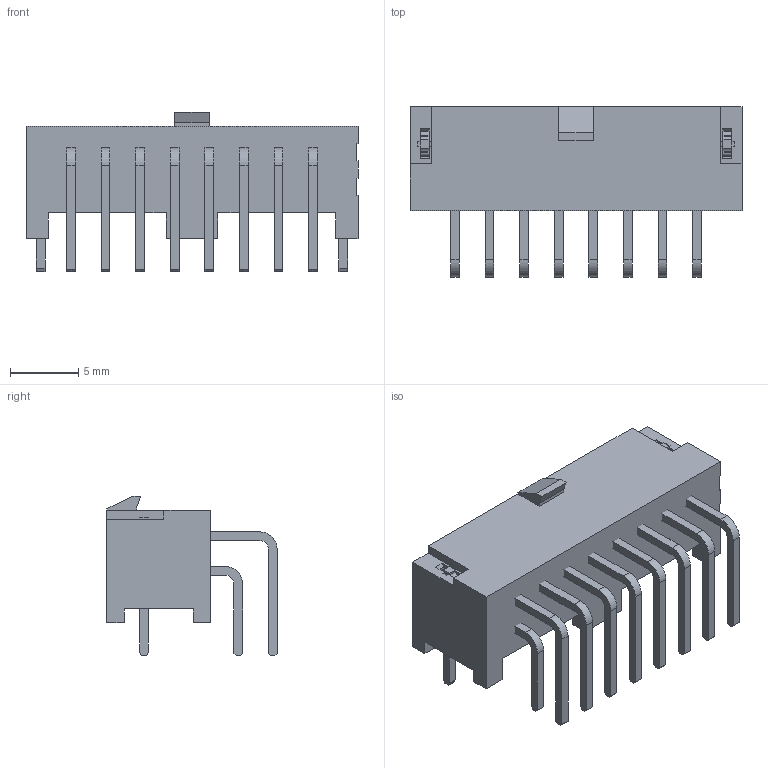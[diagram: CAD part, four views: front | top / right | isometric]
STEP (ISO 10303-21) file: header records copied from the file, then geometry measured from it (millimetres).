
FILE_DESCRIPTION(/* description */ ('STEP AP214'),/* implementation_level */ '2;1');
FILE_NAME(/* name */ 'IPL1-108-01-L-D-RE1-K-WT',/* time_stamp */ '2025-04-08T20:21:36+02:00',/* author */ ('License CC BY-ND 4.0'),/* organization */ ('CADENAS'),/* preprocessor_version */ 'ST-DEVELOPER v19.3',/* originating_system */ 'PARTsolutions',/* authorisation */ ' ');
FILE_SCHEMA (('AUTOMOTIVE_DESIGN {1 0 10303 214 3 1 1}'));
Length unit declared in the file: inch
Products named in the file (4): IPL1-108-01-L-D-RE1-K-WT; IPL1-108-01-D-RE1-K-WT_HDR; T-1S64-01-08-L-D-RE1; T-1S64-01-08-L-D-RE12
Assembly tree (3 placements, depth 2):
  IPL1-108-01-L-D-RE1-K-WT
    IPL1-108-01-D-RE1-K-WT_HDR
    T-1S64-01-08-L-D-RE1
    T-1S64-01-08-L-D-RE12
Bounding box: 24.38 x 12.51 x 11.68 mm (x, y, z)
Volume: 771.6 mm3; surface area: 2821.2 mm2
Topology: 3 solids, 3 shells, 536 faces, 1572 edges, 1048 vertices
Faces by surface type: plane 484, cylinder 52
Entity records: 17641 total; most frequent: CARTESIAN_POINT 3160, ORIENTED_EDGE 3144, DIRECTION 2756, EDGE_CURVE 1572, LINE 1468, VECTOR 1468, VERTEX_POINT 1048, AXIS2_PLACEMENT_3D 644
